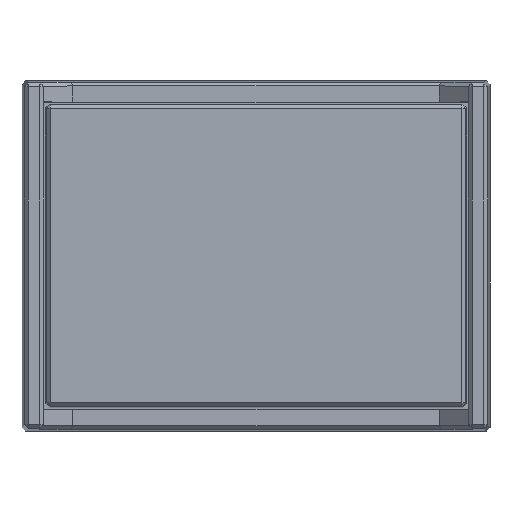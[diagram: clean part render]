
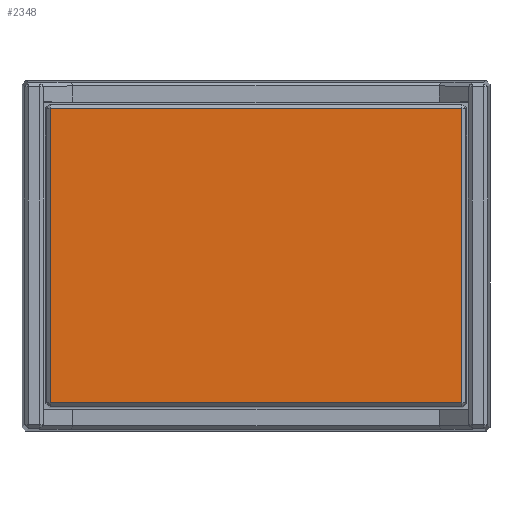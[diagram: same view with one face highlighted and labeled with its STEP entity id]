
A CAD part, top view. The second image highlights one B-rep face of the part: STEP entity #2348.
In plain terms, the highlighted planar face has unit normal (0, 0, 1).
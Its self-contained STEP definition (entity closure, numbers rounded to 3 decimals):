
#35 = DIRECTION ( 'NONE',  ( -1., 0., 0. ) ) ;
#133 = LINE ( 'NONE', #2138, #3065 ) ;
#267 = ORIENTED_EDGE ( 'NONE', *, *, #2094, .F. ) ;
#384 = DIRECTION ( 'NONE',  ( -1., 0., 0. ) ) ;
#886 = PLANE ( 'NONE',  #2206 ) ;
#1052 = CARTESIAN_POINT ( 'NONE',  ( -10.517, -7.517, 9.6 ) ) ;
#1527 = DIRECTION ( 'NONE',  ( 1., 0., 0. ) ) ;
#1530 = EDGE_CURVE ( 'NONE', #4366, #4330, #3890, .T. ) ;
#1695 = CARTESIAN_POINT ( 'NONE',  ( 10.517, 0., 9.6 ) ) ;
#2085 = CARTESIAN_POINT ( 'NONE',  ( 10.517, -7.517, 9.6 ) ) ;
#2094 = EDGE_CURVE ( 'NONE', #4330, #3488, #5885, .T. ) ;
#2105 = ORIENTED_EDGE ( 'NONE', *, *, #1530, .F. ) ;
#2138 = CARTESIAN_POINT ( 'NONE',  ( -10.517, 0., 9.6 ) ) ;
#2206 = AXIS2_PLACEMENT_3D ( 'NONE', #2842, #4685, #384 ) ;
#2348 = ADVANCED_FACE ( 'NONE', ( #5142 ), #886, .F. ) ;
#2482 = VERTEX_POINT ( 'NONE', #1052 ) ;
#2493 = LINE ( 'NONE', #4341, #3943 ) ;
#2842 = CARTESIAN_POINT ( 'NONE',  ( 10.517, -7.517, 9.6 ) ) ;
#3065 = VECTOR ( 'NONE', #3989, 1000. ) ;
#3488 = VERTEX_POINT ( 'NONE', #2085 ) ;
#3588 = DIRECTION ( 'NONE',  ( 0., -1., 0. ) ) ;
#3890 = LINE ( 'NONE', #5735, #5799 ) ;
#3942 = CARTESIAN_POINT ( 'NONE',  ( -10.517, 7.517, 9.6 ) ) ;
#3943 = VECTOR ( 'NONE', #35, 1000. ) ;
#3976 = ORIENTED_EDGE ( 'NONE', *, *, #5842, .F. ) ;
#3989 = DIRECTION ( 'NONE',  ( 0., 1., 0. ) ) ;
#4330 = VERTEX_POINT ( 'NONE', #4852 ) ;
#4341 = CARTESIAN_POINT ( 'NONE',  ( 0.063, -7.517, 9.6 ) ) ;
#4366 = VERTEX_POINT ( 'NONE', #3942 ) ;
#4649 = ORIENTED_EDGE ( 'NONE', *, *, #4902, .F. ) ;
#4685 = DIRECTION ( 'NONE',  ( 0., 0., -1. ) ) ;
#4852 = CARTESIAN_POINT ( 'NONE',  ( 10.517, 7.517, 9.6 ) ) ;
#4902 = EDGE_CURVE ( 'NONE', #2482, #4366, #133, .T. ) ;
#5142 = FACE_OUTER_BOUND ( 'NONE', #5401, .T. ) ;
#5401 = EDGE_LOOP ( 'NONE', ( #3976, #267, #2105, #4649 ) ) ;
#5735 = CARTESIAN_POINT ( 'NONE',  ( 0.063, 7.517, 9.6 ) ) ;
#5799 = VECTOR ( 'NONE', #1527, 1000. ) ;
#5842 = EDGE_CURVE ( 'NONE', #3488, #2482, #2493, .T. ) ;
#5885 = LINE ( 'NONE', #1695, #5912 ) ;
#5912 = VECTOR ( 'NONE', #3588, 1000. ) ;
